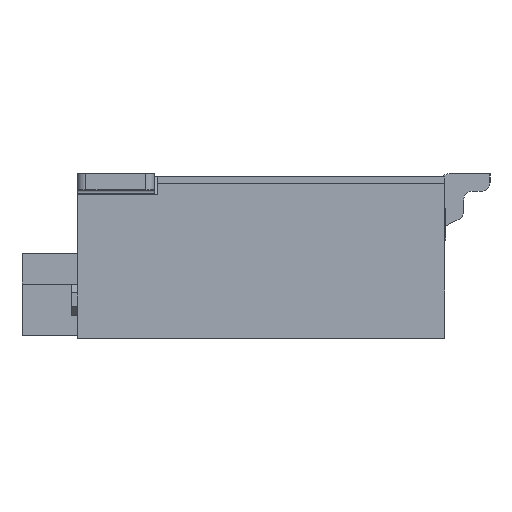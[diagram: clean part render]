
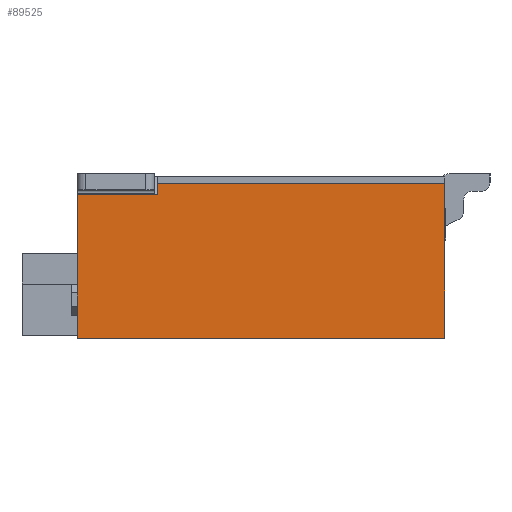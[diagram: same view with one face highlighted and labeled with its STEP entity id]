
A CAD part, left-side view. The second image highlights one B-rep face of the part: STEP entity #89525.
In plain terms, the highlighted planar face has unit normal (-1, 0, 0).
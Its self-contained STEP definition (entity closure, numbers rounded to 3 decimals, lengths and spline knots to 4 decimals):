
#1=DIRECTION('',(0.,-1.,0.));
#2=VECTOR('',#1,4.45);
#3=CARTESIAN_POINT('',(-17.475,1.6,1.145));
#4=LINE('',#3,#2);
#13=DIRECTION('',(0.,0.,-1.));
#14=VECTOR('',#13,0.17);
#15=CARTESIAN_POINT('',(-17.475,1.6,1.145));
#16=LINE('',#15,#14);
#194=DIRECTION('',(0.,1.,0.));
#195=VECTOR('',#194,5.7);
#196=CARTESIAN_POINT('',(-17.475,-2.85,-1.255));
#197=LINE('',#196,#195);
#386=DIRECTION('',(0.,0.,-1.));
#387=VECTOR('',#386,2.4);
#388=CARTESIAN_POINT('',(-17.475,-2.85,1.145));
#389=LINE('',#388,#387);
#13975=DIRECTION('',(0.,-1.,0.));
#13976=VECTOR('',#13975,1.25);
#13977=CARTESIAN_POINT('',(-17.475,2.85,0.975));
#13978=LINE('',#13977,#13976);
#14001=DIRECTION('',(0.,0.,1.));
#14002=VECTOR('',#14001,2.23);
#14003=CARTESIAN_POINT('',(-17.475,2.85,-1.255));
#14004=LINE('',#14003,#14002);
#70061=CARTESIAN_POINT('',(-17.475,1.6,1.145));
#70062=CARTESIAN_POINT('',(-17.475,-2.85,1.145));
#70063=VERTEX_POINT('',#70061);
#70064=VERTEX_POINT('',#70062);
#70065=CARTESIAN_POINT('',(-17.475,1.6,0.975));
#70066=VERTEX_POINT('',#70065);
#70067=CARTESIAN_POINT('',(-17.475,2.85,0.975));
#70068=VERTEX_POINT('',#70067);
#70069=CARTESIAN_POINT('',(-17.475,2.85,-1.255));
#70070=VERTEX_POINT('',#70069);
#70071=CARTESIAN_POINT('',(-17.475,-2.85,-1.255));
#70072=VERTEX_POINT('',#70071);
#89506=CARTESIAN_POINT('',(-17.475,0.,-0.055));
#89507=DIRECTION('',(1.,0.,0.));
#89508=DIRECTION('',(0.,-1.,0.));
#89509=AXIS2_PLACEMENT_3D('',#89506,#89507,#89508);
#89510=PLANE('',#89509);
#89512=ORIENTED_EDGE('',*,*,#89511,.T.);
#89514=ORIENTED_EDGE('',*,*,#89513,.T.);
#89516=ORIENTED_EDGE('',*,*,#89515,.T.);
#89518=ORIENTED_EDGE('',*,*,#89517,.T.);
#89520=ORIENTED_EDGE('',*,*,#89519,.T.);
#89522=ORIENTED_EDGE('',*,*,#89521,.F.);
#89523=EDGE_LOOP('',(#89512,#89514,#89516,#89518,#89520,#89522));
#89524=FACE_OUTER_BOUND('',#89523,.F.);
#89525=ADVANCED_FACE('',(#89524),#89510,.F.);
#89511=EDGE_CURVE('',#70063,#70064,#4,.T.);
#89513=EDGE_CURVE('',#70064,#70072,#389,.T.);
#89515=EDGE_CURVE('',#70072,#70070,#197,.T.);
#89517=EDGE_CURVE('',#70070,#70068,#14004,.T.);
#89519=EDGE_CURVE('',#70068,#70066,#13978,.T.);
#89521=EDGE_CURVE('',#70063,#70066,#16,.T.);
